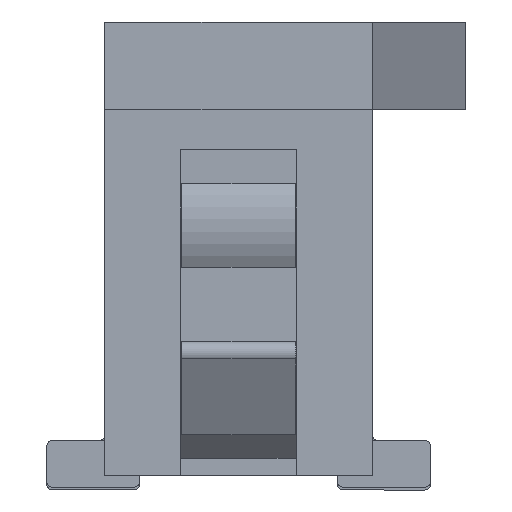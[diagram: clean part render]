
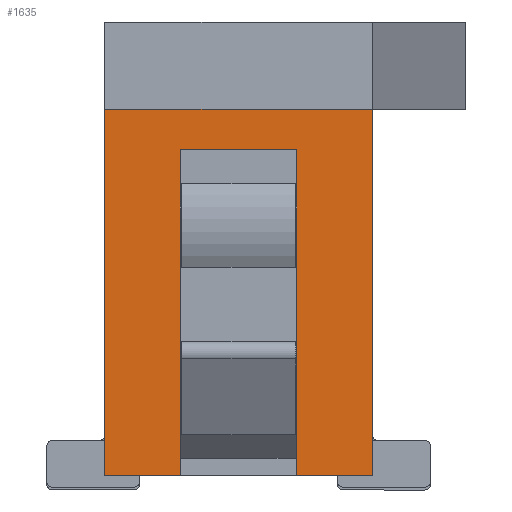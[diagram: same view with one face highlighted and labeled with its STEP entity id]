
A CAD part, left-side view. The second image highlights one B-rep face of the part: STEP entity #1635.
In plain terms, the highlighted planar face has unit normal (-1, 0, 0).
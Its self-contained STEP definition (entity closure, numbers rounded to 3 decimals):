
#1635 = ADVANCED_FACE( '', ( #3537 ), #3538, .F. );
#3537 = FACE_OUTER_BOUND( '', #5790, .T. );
#3538 = PLANE( '', #5791 );
#5790 = EDGE_LOOP( '', ( #10530, #10531, #10532, #10533, #10534, #10535, #10536, #10537 ) );
#5791 = AXIS2_PLACEMENT_3D( '', #10538, #10539, #10540 );
#10530 = ORIENTED_EDGE( '', *, *, #16977, .F. );
#10531 = ORIENTED_EDGE( '', *, *, #17250, .F. );
#10532 = ORIENTED_EDGE( '', *, *, #16785, .F. );
#10533 = ORIENTED_EDGE( '', *, *, #16912, .T. );
#10534 = ORIENTED_EDGE( '', *, *, #16972, .F. );
#10535 = ORIENTED_EDGE( '', *, *, #16230, .F. );
#10536 = ORIENTED_EDGE( '', *, *, #16713, .T. );
#10537 = ORIENTED_EDGE( '', *, *, #17251, .T. );
#10538 = CARTESIAN_POINT( '', ( -10.75, -1.15, 1.575 ) );
#10539 = DIRECTION( '', ( 1., 0., 0. ) );
#10540 = DIRECTION( '', ( 0., 0., -1. ) );
#16230 = EDGE_CURVE( '', #20349, #20016, #20351, .T. );
#16713 = EDGE_CURVE( '', #20349, #21131, #21133, .T. );
#16785 = EDGE_CURVE( '', #21240, #21242, #21243, .T. );
#16912 = EDGE_CURVE( '', #21240, #21438, #21440, .T. );
#16972 = EDGE_CURVE( '', #20016, #21438, #21529, .T. );
#16977 = EDGE_CURVE( '', #21535, #21527, #21537, .T. );
#17250 = EDGE_CURVE( '', #21242, #21535, #21947, .T. );
#17251 = EDGE_CURVE( '', #21131, #21527, #21948, .T. );
#20016 = VERTEX_POINT( '', #25687 );
#20349 = VERTEX_POINT( '', #26199 );
#20351 = LINE( '', #26202, #26203 );
#21131 = VERTEX_POINT( '', #27346 );
#21133 = LINE( '', #27349, #27350 );
#21240 = VERTEX_POINT( '', #27511 );
#21242 = VERTEX_POINT( '', #27514 );
#21243 = LINE( '', #27515, #27516 );
#21438 = VERTEX_POINT( '', #27808 );
#21440 = LINE( '', #27811, #27812 );
#21527 = VERTEX_POINT( '', #27941 );
#21529 = LINE( '', #27944, #27945 );
#21535 = VERTEX_POINT( '', #27954 );
#21537 = LINE( '', #27957, #27958 );
#21947 = LINE( '', #28584, #28585 );
#21948 = LINE( '', #28586, #28587 );
#25687 = CARTESIAN_POINT( '', ( -10.75, -1.15, -1.575 ) );
#26199 = CARTESIAN_POINT( '', ( -10.75, -1.15, 1.575 ) );
#26202 = CARTESIAN_POINT( '', ( -10.75, -1.15, 1.575 ) );
#26203 = VECTOR( '', #32109, 1000. );
#27346 = CARTESIAN_POINT( '', ( -10.75, 1.15, 1.575 ) );
#27349 = CARTESIAN_POINT( '', ( -10.75, -1.15, 1.575 ) );
#27350 = VECTOR( '', #32579, 1000. );
#27511 = CARTESIAN_POINT( '', ( -10.75, -0.5, 1.225 ) );
#27514 = CARTESIAN_POINT( '', ( -10.75, 0.5, 1.225 ) );
#27515 = CARTESIAN_POINT( '', ( -10.75, -0.5, 1.225 ) );
#27516 = VECTOR( '', #32638, 1000. );
#27808 = CARTESIAN_POINT( '', ( -10.75, -0.5, -1.575 ) );
#27811 = CARTESIAN_POINT( '', ( -10.75, -0.5, 1.225 ) );
#27812 = VECTOR( '', #32740, 1000. );
#27941 = CARTESIAN_POINT( '', ( -10.75, 1.15, -1.575 ) );
#27944 = CARTESIAN_POINT( '', ( -10.75, -1.15, -1.575 ) );
#27945 = VECTOR( '', #32787, 1000. );
#27954 = CARTESIAN_POINT( '', ( -10.75, 0.5, -1.575 ) );
#27957 = CARTESIAN_POINT( '', ( -10.75, -1.15, -1.575 ) );
#27958 = VECTOR( '', #32792, 1000. );
#28584 = CARTESIAN_POINT( '', ( -10.75, 0.5, 1.225 ) );
#28585 = VECTOR( '', #33036, 1000. );
#28586 = CARTESIAN_POINT( '', ( -10.75, 1.15, 1.575 ) );
#28587 = VECTOR( '', #33037, 1000. );
#32109 = DIRECTION( '', ( 0., 0., -1. ) );
#32579 = DIRECTION( '', ( 0., 1., 0. ) );
#32638 = DIRECTION( '', ( 0., 1., 0. ) );
#32740 = DIRECTION( '', ( 0., 0., -1. ) );
#32787 = DIRECTION( '', ( 0., 1., 0. ) );
#32792 = DIRECTION( '', ( 0., 1., 0. ) );
#33036 = DIRECTION( '', ( 0., 0., -1. ) );
#33037 = DIRECTION( '', ( 0., 0., -1. ) );
